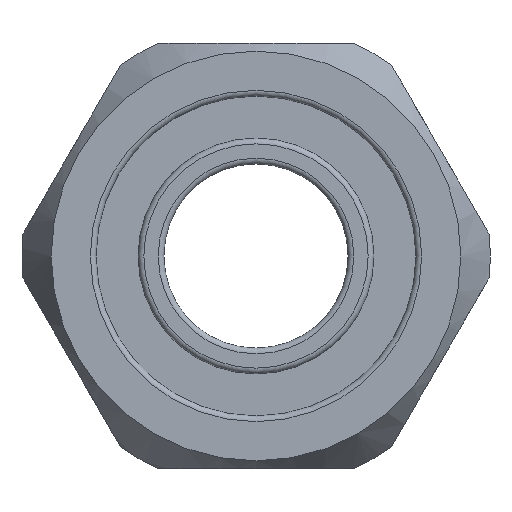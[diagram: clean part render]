
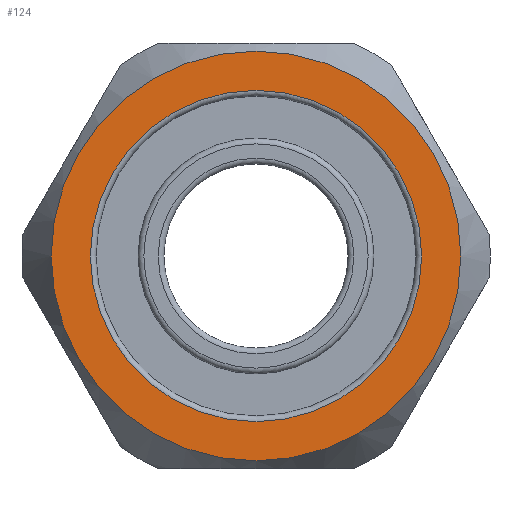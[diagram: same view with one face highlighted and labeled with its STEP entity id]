
A CAD part, left-side view. The second image highlights one B-rep face of the part: STEP entity #124.
In plain terms, the highlighted planar face has unit normal (-1, 0, 0).
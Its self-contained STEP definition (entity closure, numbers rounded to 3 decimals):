
#124 = ADVANCED_FACE( '', ( #273, #274 ), #275, .F. );
#273 = FACE_OUTER_BOUND( '', #442, .T. );
#274 = FACE_BOUND( '', #443, .T. );
#275 = PLANE( '', #444 );
#442 = EDGE_LOOP( '', ( #734 ) );
#443 = EDGE_LOOP( '', ( #735 ) );
#444 = AXIS2_PLACEMENT_3D( '', #736, #737, #738 );
#734 = ORIENTED_EDGE( '', *, *, #989, .F. );
#735 = ORIENTED_EDGE( '', *, *, #1001, .T. );
#736 = CARTESIAN_POINT( '', ( 0., 0., 0. ) );
#737 = DIRECTION( '', ( 1., 0., 0. ) );
#738 = DIRECTION( '', ( 0., 0., -1. ) );
#989 = EDGE_CURVE( '', #1185, #1185, #1186, .T. );
#1001 = EDGE_CURVE( '', #1201, #1201, #1202, .T. );
#1185 = VERTEX_POINT( '', #1665 );
#1186 = CIRCLE( '', #1666, 17.806 );
#1201 = VERTEX_POINT( '', #1703 );
#1202 = CIRCLE( '', #1704, 14.4 );
#1665 = CARTESIAN_POINT( '', ( 0., 0., -17.806 ) );
#1666 = AXIS2_PLACEMENT_3D( '', #1869, #1870, #1871 );
#1703 = CARTESIAN_POINT( '', ( 0., 0., -14.4 ) );
#1704 = AXIS2_PLACEMENT_3D( '', #1874, #1875, #1876 );
#1869 = CARTESIAN_POINT( '', ( 0., 0., 0. ) );
#1870 = DIRECTION( '', ( 1., 0., 0. ) );
#1871 = DIRECTION( '', ( 0., 0., -1. ) );
#1874 = CARTESIAN_POINT( '', ( 0., 0., 0. ) );
#1875 = DIRECTION( '', ( 1., 0., 0. ) );
#1876 = DIRECTION( '', ( 0., 0., -1. ) );
